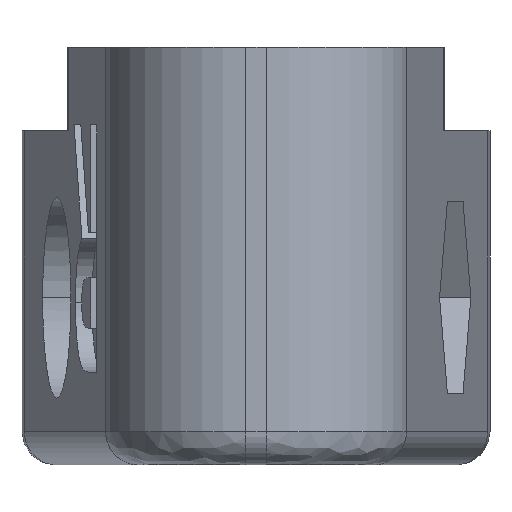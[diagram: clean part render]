
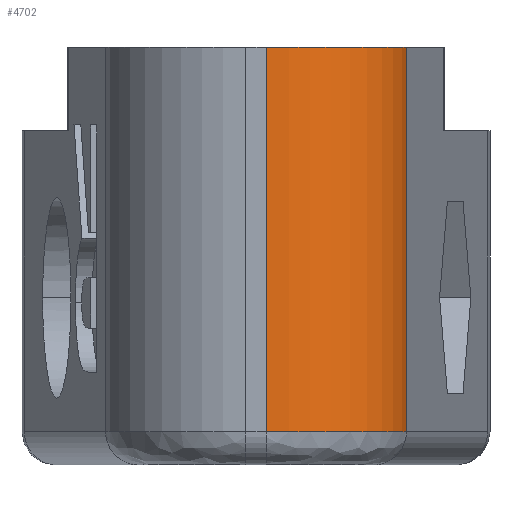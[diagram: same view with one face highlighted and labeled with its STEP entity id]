
A CAD part, left-side view. The second image highlights one B-rep face of the part: STEP entity #4702.
In plain terms, the highlighted cylindrical face has radius 4.237 mm (diameter 8.473 mm), a partial arc.
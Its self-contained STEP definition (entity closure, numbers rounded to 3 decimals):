
#11 = CYLINDRICAL_SURFACE ( 'NONE', #7016, 4.236 ) ;
#75 = ORIENTED_EDGE ( 'NONE', *, *, #5660, .T. ) ;
#191 = CARTESIAN_POINT ( 'NONE',  ( -21.89, -0.305, 1. ) ) ;
#370 = CARTESIAN_POINT ( 'NONE',  ( -18.244, -4.5, 10. ) ) ;
#382 = CARTESIAN_POINT ( 'NONE',  ( -17.654, -0.305, 1. ) ) ;
#465 = VERTEX_POINT ( 'NONE', #3719 ) ;
#979 = LINE ( 'NONE', #4723, #2257 ) ;
#1010 = ORIENTED_EDGE ( 'NONE', *, *, #7007, .F. ) ;
#1104 = CARTESIAN_POINT ( 'NONE',  ( -18.244, -4.5, 12.5 ) ) ;
#1458 = CARTESIAN_POINT ( 'NONE',  ( -18.244, -4.5, 1. ) ) ;
#1568 = AXIS2_PLACEMENT_3D ( 'NONE', #2454, #5114, #1822 ) ;
#1822 = DIRECTION ( 'NONE',  ( -1., 0., 0. ) ) ;
#1863 = CARTESIAN_POINT ( 'NONE',  ( -17.654, -0.305, 10. ) ) ;
#1871 = ORIENTED_EDGE ( 'NONE', *, *, #6585, .T. ) ;
#1932 = EDGE_CURVE ( 'NONE', #6724, #4304, #4754, .T. ) ;
#2257 = VECTOR ( 'NONE', #4232, 1000. ) ;
#2454 = CARTESIAN_POINT ( 'NONE',  ( -17.654, -0.305, 12.5 ) ) ;
#2535 = EDGE_LOOP ( 'NONE', ( #1010, #75, #1871, #3290 ) ) ;
#2619 = VERTEX_POINT ( 'NONE', #1104 ) ;
#2727 = CIRCLE ( 'NONE', #1568, 4.236 ) ;
#3290 = ORIENTED_EDGE ( 'NONE', *, *, #1932, .T. ) ;
#3601 = DIRECTION ( 'NONE',  ( 0., 0., -1. ) ) ;
#3719 = CARTESIAN_POINT ( 'NONE',  ( -21.89, -0.305, 12.5 ) ) ;
#4190 = DIRECTION ( 'NONE',  ( -1., 0., 0. ) ) ;
#4232 = DIRECTION ( 'NONE',  ( 0., 0., -1. ) ) ;
#4304 = VERTEX_POINT ( 'NONE', #1458 ) ;
#4501 = DIRECTION ( 'NONE',  ( 0., 0., -1. ) ) ;
#4551 = AXIS2_PLACEMENT_3D ( 'NONE', #382, #5819, #4190 ) ;
#4702 = ADVANCED_FACE ( 'NONE', ( #6588 ), #11, .T. ) ;
#4723 = CARTESIAN_POINT ( 'NONE',  ( -21.89, -0.305, 10. ) ) ;
#4754 = CIRCLE ( 'NONE', #4551, 4.236 ) ;
#5114 = DIRECTION ( 'NONE',  ( 0., 0., -1. ) ) ;
#5660 = EDGE_CURVE ( 'NONE', #2619, #465, #2727, .T. ) ;
#5689 = DIRECTION ( 'NONE',  ( -1., 0., 0. ) ) ;
#5740 = LINE ( 'NONE', #370, #5993 ) ;
#5819 = DIRECTION ( 'NONE',  ( 0., 0., 1. ) ) ;
#5993 = VECTOR ( 'NONE', #3601, 1000. ) ;
#6585 = EDGE_CURVE ( 'NONE', #465, #6724, #979, .T. ) ;
#6588 = FACE_OUTER_BOUND ( 'NONE', #2535, .T. ) ;
#6724 = VERTEX_POINT ( 'NONE', #191 ) ;
#7007 = EDGE_CURVE ( 'NONE', #2619, #4304, #5740, .T. ) ;
#7016 = AXIS2_PLACEMENT_3D ( 'NONE', #1863, #4501, #5689 ) ;
